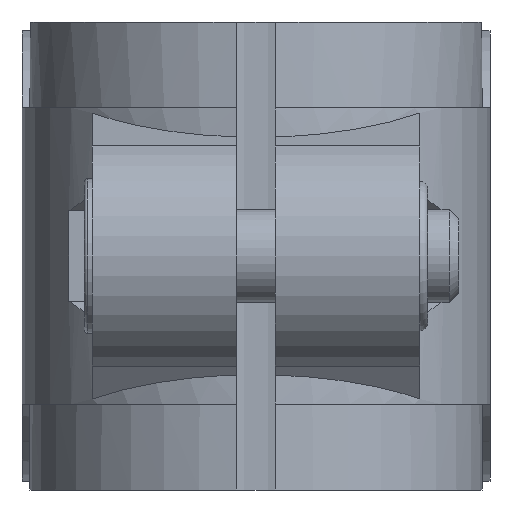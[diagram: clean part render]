
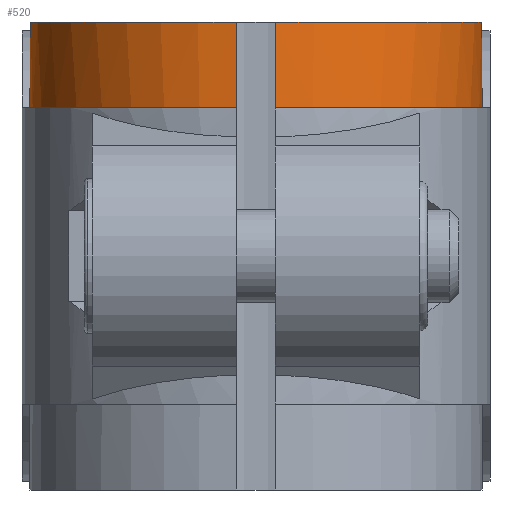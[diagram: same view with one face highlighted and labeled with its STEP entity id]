
A CAD part, left-side view. The second image highlights one B-rep face of the part: STEP entity #520.
In plain terms, the highlighted cylindrical face has radius 14.5 mm (diameter 29 mm), a partial arc.
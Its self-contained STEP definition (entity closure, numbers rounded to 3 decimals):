
#520 = ADVANCED_FACE( '', ( #1070 ), #1071, .T. );
#1070 = FACE_OUTER_BOUND( '', #1617, .T. );
#1071 = CYLINDRICAL_SURFACE( '', #1618, 14.5 );
#1617 = EDGE_LOOP( '', ( #3021, #3022, #3023, #3024, #3025, #3026, #3027, #3028, #3029, #3030 ) );
#1618 = AXIS2_PLACEMENT_3D( '', #3031, #3032, #3033 );
#3021 = ORIENTED_EDGE( '', *, *, #3491, .T. );
#3022 = ORIENTED_EDGE( '', *, *, #3164, .T. );
#3023 = ORIENTED_EDGE( '', *, *, #3436, .T. );
#3024 = ORIENTED_EDGE( '', *, *, #3451, .F. );
#3025 = ORIENTED_EDGE( '', *, *, #3418, .T. );
#3026 = ORIENTED_EDGE( '', *, *, #3559, .T. );
#3027 = ORIENTED_EDGE( '', *, *, #3148, .F. );
#3028 = ORIENTED_EDGE( '', *, *, #3450, .F. );
#3029 = ORIENTED_EDGE( '', *, *, #3506, .T. );
#3030 = ORIENTED_EDGE( '', *, *, #3546, .T. );
#3031 = CARTESIAN_POINT( '', ( 0., 0., 0. ) );
#3032 = DIRECTION( '', ( 0., 0., 1. ) );
#3033 = DIRECTION( '', ( -1., 0., 0. ) );
#3148 = EDGE_CURVE( '', #3772, #3774, #3775, .F. );
#3164 = EDGE_CURVE( '', #3802, #3800, #3803, .T. );
#3418 = EDGE_CURVE( '', #4182, #4184, #4186, .F. );
#3436 = EDGE_CURVE( '', #3800, #4205, #4207, .T. );
#3450 = EDGE_CURVE( '', #4223, #3772, #4225, .T. );
#3451 = EDGE_CURVE( '', #4182, #4205, #4226, .T. );
#3491 = EDGE_CURVE( '', #4276, #3802, #4277, .T. );
#3506 = EDGE_CURVE( '', #4223, #4291, #4293, .T. );
#3546 = EDGE_CURVE( '', #4291, #4276, #4336, .F. );
#3559 = EDGE_CURVE( '', #4184, #3774, #4349, .F. );
#3772 = VERTEX_POINT( '', #4641 );
#3774 = VERTEX_POINT( '', #4643 );
#3775 = LINE( '', #4644, #4645 );
#3800 = VERTEX_POINT( '', #4678 );
#3802 = VERTEX_POINT( '', #4681 );
#3803 = LINE( '', #4682, #4683 );
#4182 = VERTEX_POINT( '', #5279 );
#4184 = VERTEX_POINT( '', #5281 );
#4186 = LINE( '', #5284, #5285 );
#4205 = VERTEX_POINT( '', #5308 );
#4207 = CIRCLE( '', #5311, 14.5 );
#4223 = VERTEX_POINT( '', #5338 );
#4225 = B_SPLINE_CURVE_WITH_KNOTS( '', 3, ( #5341, #5342, #5343, #5344, #5345, #5346 ), .UNSPECIFIED., .F., .F., ( 4, 2, 4 ), ( 0.084, 0.086, 0.087 ), .UNSPECIFIED. );
#4226 = B_SPLINE_CURVE_WITH_KNOTS( '', 3, ( #5347, #5348, #5349, #5350, #5351, #5352 ), .UNSPECIFIED., .F., .F., ( 4, 2, 4 ), ( 0.011, 0.012, 0.014 ), .UNSPECIFIED. );
#4276 = VERTEX_POINT( '', #5438 );
#4277 = CIRCLE( '', #5439, 14.5 );
#4291 = VERTEX_POINT( '', #5459 );
#4293 = CIRCLE( '', #5462, 14.5 );
#4336 = LINE( '', #5520, #5521 );
#4349 = ELLIPSE( '', #5534, 14.5, 14.5 );
#4641 = CARTESIAN_POINT( '', ( 10.954, 9.5, 26.333 ) );
#4643 = CARTESIAN_POINT( '', ( 10.954, 9.5, 29.999 ) );
#4644 = CARTESIAN_POINT( '', ( 10.954, 9.5, 0. ) );
#4645 = VECTOR( '', #5694, 1000. );
#4678 = CARTESIAN_POINT( '', ( -14.446, -1.25, 24.49 ) );
#4681 = CARTESIAN_POINT( '', ( -14.446, -1.25, 30. ) );
#4682 = CARTESIAN_POINT( '', ( -14.446, -1.25, 0. ) );
#4683 = VECTOR( '', #5713, 1000. );
#5279 = CARTESIAN_POINT( '', ( 10.954, -9.5, 26.333 ) );
#5281 = CARTESIAN_POINT( '', ( 10.954, -9.5, 29.999 ) );
#5284 = CARTESIAN_POINT( '', ( 10.954, -9.5, 0. ) );
#5285 = VECTOR( '', #5961, 1000. );
#5308 = CARTESIAN_POINT( '', ( 9.037, -11.34, 24.49 ) );
#5311 = AXIS2_PLACEMENT_3D( '', #5982, #5983, #5984 );
#5338 = CARTESIAN_POINT( '', ( 9.037, 11.34, 24.49 ) );
#5341 = CARTESIAN_POINT( '', ( 9.037, 11.34, 24.49 ) );
#5342 = CARTESIAN_POINT( '', ( 9.351, 11.089, 24.853 ) );
#5343 = CARTESIAN_POINT( '', ( 9.671, 10.813, 25.186 ) );
#5344 = CARTESIAN_POINT( '', ( 10.314, 10.202, 25.799 ) );
#5345 = CARTESIAN_POINT( '', ( 10.637, 9.866, 26.079 ) );
#5346 = CARTESIAN_POINT( '', ( 10.954, 9.5, 26.333 ) );
#5347 = CARTESIAN_POINT( '', ( 10.954, -9.5, 26.333 ) );
#5348 = CARTESIAN_POINT( '', ( 10.643, -9.86, 26.084 ) );
#5349 = CARTESIAN_POINT( '', ( 10.323, -10.192, 25.808 ) );
#5350 = CARTESIAN_POINT( '', ( 9.677, -10.807, 25.193 ) );
#5351 = CARTESIAN_POINT( '', ( 9.351, -11.09, 24.852 ) );
#5352 = CARTESIAN_POINT( '', ( 9.037, -11.34, 24.49 ) );
#5438 = CARTESIAN_POINT( '', ( -14.446, 1.25, 30. ) );
#5439 = AXIS2_PLACEMENT_3D( '', #6029, #6030, #6031 );
#5459 = CARTESIAN_POINT( '', ( -14.446, 1.25, 24.49 ) );
#5462 = AXIS2_PLACEMENT_3D( '', #6048, #6049, #6050 );
#5520 = CARTESIAN_POINT( '', ( -14.446, 1.25, 0. ) );
#5521 = VECTOR( '', #6075, 1000. );
#5534 = AXIS2_PLACEMENT_3D( '', #6076, #6077, #6078 );
#5694 = DIRECTION( '', ( 0., 0., -1. ) );
#5713 = DIRECTION( '', ( 0., 0., -1. ) );
#5961 = DIRECTION( '', ( 0., 0., -1. ) );
#5982 = CARTESIAN_POINT( '', ( 0., 0., 24.49 ) );
#5983 = DIRECTION( '', ( 0., 0., 1. ) );
#5984 = DIRECTION( '', ( 1., 0., 0. ) );
#6029 = CARTESIAN_POINT( '', ( 0., 0., 30. ) );
#6030 = DIRECTION( '', ( 0., 0., -1. ) );
#6031 = DIRECTION( '', ( -1., 0., 0. ) );
#6048 = CARTESIAN_POINT( '', ( 0., 0., 24.49 ) );
#6049 = DIRECTION( '', ( 0., 0., 1. ) );
#6050 = DIRECTION( '', ( 1., 0., 0. ) );
#6075 = DIRECTION( '', ( 0., 0., -1. ) );
#6076 = CARTESIAN_POINT( '', ( 0., 0., 29.999 ) );
#6077 = DIRECTION( '', ( 0., 0., -1. ) );
#6078 = DIRECTION( '', ( -1., 0., 0. ) );
